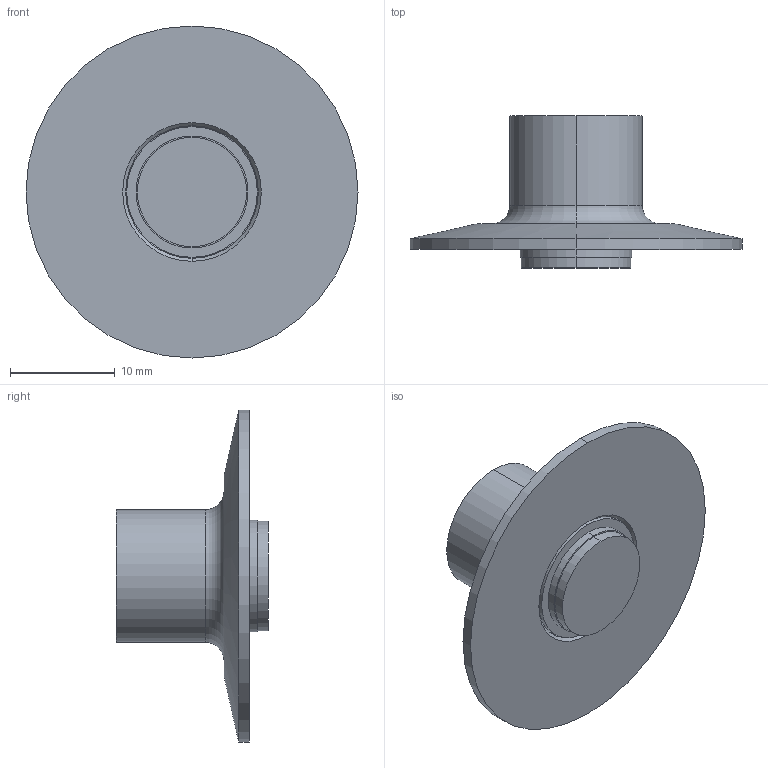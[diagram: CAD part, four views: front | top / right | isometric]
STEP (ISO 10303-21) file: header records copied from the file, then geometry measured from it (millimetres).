
FILE_DESCRIPTION (( 'STEP AP214' ), '1' );
FILE_NAME ('CB4502V08CR8P750 stp fixture.STEP', '2022-04-05T17:44:59', ( '' ), ( '' ), 'SwSTEP 2.0', 'SolidWorks 2021', '' );
FILE_SCHEMA (( 'AUTOMOTIVE_DESIGN' ));
Length unit declared in the file: inch
Products named in the file (1): CB4502V08CR8P750 stp fixture
Bounding box: 31.62 x 14.48 x 31.62 mm (x, y, z)
Volume: 2427.2 mm3; surface area: 3517.3 mm2
Topology: 5 solids, 5 shells, 124 faces, 292 edges, 182 vertices
Faces by surface type: cylinder 64, plane 26, torus 16, cone 14, bspline 4
Entity records: 6581 total; most frequent: CARTESIAN_POINT 1980, DIRECTION 669, ORIENTED_EDGE 584, AXIS2_PLACEMENT_3D 295, EDGE_CURVE 292, VERTEX_POINT 182, CIRCLE 174, EDGE_LOOP 134
